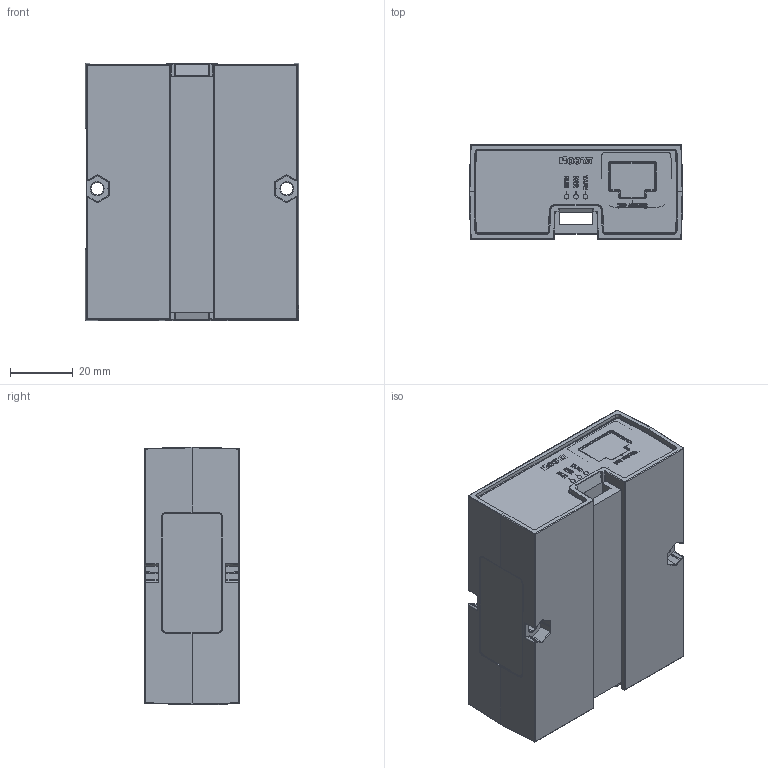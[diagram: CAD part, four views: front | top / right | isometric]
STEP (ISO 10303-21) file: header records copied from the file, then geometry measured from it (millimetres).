
FILE_DESCRIPTION (( 'STEP AP214' ), '1' );
FILE_NAME ('LIMAX1M-RJ45.STEP', '2019-08-28T08:05:27', ( '' ), ( '' ), 'SwSTEP 2.0', 'SolidWorks 2018', '' );
FILE_SCHEMA (( 'AUTOMOTIVE_DESIGN' ));
Length unit declared in the file: millimetre
Products named in the file (4): Group1^Z-101091_defeature; Z-100748-1^Z-101091_defeature; Z-101093-2^Z-101091_defeature; LIMAX1M-RJ45
Assembly tree (3 placements, depth 2):
  LIMAX1M-RJ45
    Group1^Z-101091_defeature
    Z-101093-2^Z-101091_defeature
    Z-100748-1^Z-101091_defeature
Bounding box: 68 x 30 x 82.05 mm (x, y, z)
Volume: 157916.8 mm3; surface area: 33284.1 mm2
Topology: 7 solids, 7 shells, 1465 faces, 4042 edges, 2596 vertices
Faces by surface type: plane 758, cylinder 406, bspline 173, cone 44, sphere 43, torus 41
Entity records: 57078 total; most frequent: CARTESIAN_POINT 17207, ORIENTED_EDGE 8002, DIRECTION 6641, EDGE_CURVE 4001, LINE 2647, VECTOR 2647, VERTEX_POINT 2596, AXIS2_PLACEMENT_3D 1997
